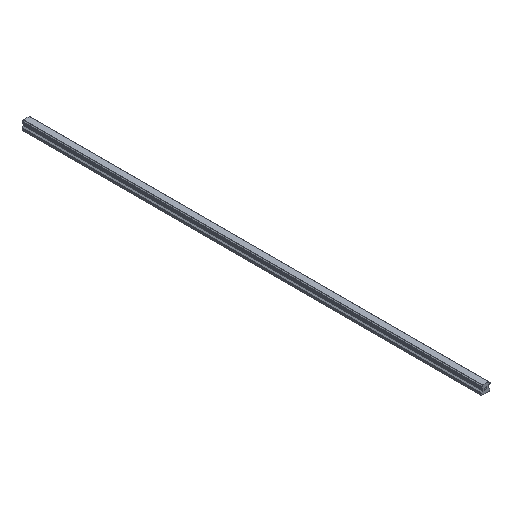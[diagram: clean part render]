
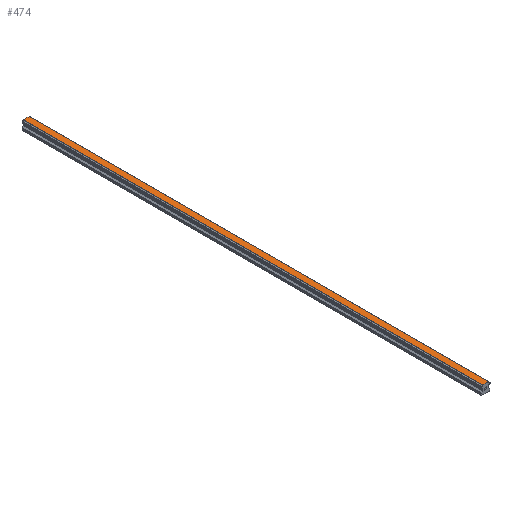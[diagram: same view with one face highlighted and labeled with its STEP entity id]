
A CAD part, isometric view. The second image highlights one B-rep face of the part: STEP entity #474.
In plain terms, the highlighted planar face has unit normal (0, 0, 1).
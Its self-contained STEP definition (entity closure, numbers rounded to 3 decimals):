
#474=ADVANCED_FACE('',(#971),#972,.T.);
#971=FACE_OUTER_BOUND('',#1497,.T.);
#972=PLANE('',#1498);
#1497=EDGE_LOOP('',(#2886,#2887,#2888,#2889));
#1498=AXIS2_PLACEMENT_3D('',#2890,#2891,#2892);
#2886=ORIENTED_EDGE('',*,*,#3542,.T.);
#2887=ORIENTED_EDGE('',*,*,#3668,.F.);
#2888=ORIENTED_EDGE('',*,*,#3404,.T.);
#2889=ORIENTED_EDGE('',*,*,#3666,.T.);
#2890=CARTESIAN_POINT('',(0.,790.0,15.));
#2891=DIRECTION('',(0.0,0.0,1.0));
#2892=DIRECTION('',(-1.0,0.0,0.0));
#3404=EDGE_CURVE('',#4170,#4168,#4171,.T.);
#3542=EDGE_CURVE('',#4401,#4399,#4402,.T.);
#3666=EDGE_CURVE('',#4168,#4401,#4548,.T.);
#3668=EDGE_CURVE('',#4170,#4399,#4550,.T.);
#4168=VERTEX_POINT('',#5227);
#4170=VERTEX_POINT('',#5230);
#4171=LINE('',#5231,#5232);
#4399=VERTEX_POINT('',#5546);
#4401=VERTEX_POINT('',#5549);
#4402=LINE('',#5550,#5551);
#4548=LINE('',#5731,#5732);
#4550=LINE('',#5734,#5735);
#5227=CARTESIAN_POINT('',(-5.049,790.0,15.));
#5230=CARTESIAN_POINT('',(5.049,790.0,15.));
#5231=CARTESIAN_POINT('',(5.049,790.0,15.));
#5232=VECTOR('',#6105,1.0);
#5546=CARTESIAN_POINT('',(5.049,0.0,15.));
#5549=CARTESIAN_POINT('',(-5.049,0.0,15.));
#5550=CARTESIAN_POINT('',(5.049,0.0,15.));
#5551=VECTOR('',#6271,1.0);
#5731=CARTESIAN_POINT('',(-5.049,790.0,15.));
#5732=VECTOR('',#6423,1.0);
#5734=CARTESIAN_POINT('',(5.049,790.0,15.));
#5735=VECTOR('',#6424,1.0);
#6105=DIRECTION('',(-1.0,0.0,0.0));
#6271=DIRECTION('',(1.0,0.0,0.0));
#6423=DIRECTION('',(0.0,-1.0,0.0));
#6424=DIRECTION('',(0.0,-1.0,0.0));
